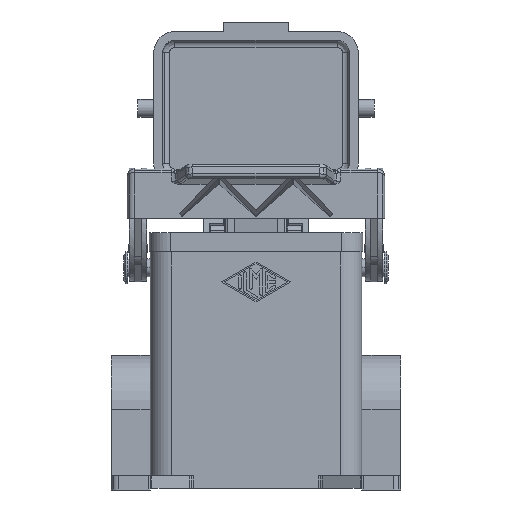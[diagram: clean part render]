
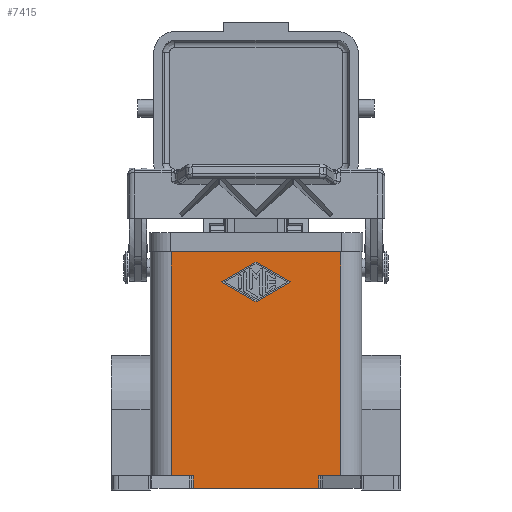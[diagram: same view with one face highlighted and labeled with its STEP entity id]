
A CAD part, front view. The second image highlights one B-rep face of the part: STEP entity #7415.
In plain terms, the highlighted planar face has unit normal (0, -1, 0).
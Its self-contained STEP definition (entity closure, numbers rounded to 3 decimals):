
#6536=CARTESIAN_POINT('',(17.773,-21.75,-43.5));
#6537=VERTEX_POINT('',#6536);
#6545=CARTESIAN_POINT('',(-17.773,-21.75,-43.5));
#6546=VERTEX_POINT('',#6545);
#6547=CARTESIAN_POINT('',(17.773,-21.75,-43.5));
#6548=DIRECTION('',(-1.0,0.0,0.0));
#6549=VECTOR('',#6548,35.546);
#6550=LINE('',#6547,#6549);
#6551=EDGE_CURVE('',#6537,#6546,#6550,.T.);
#6987=CARTESIAN_POINT('',(-17.773,-21.75,-40.));
#6988=VERTEX_POINT('',#6987);
#6996=CARTESIAN_POINT('',(-24.,-21.75,-40.));
#6997=VERTEX_POINT('',#6996);
#6998=CARTESIAN_POINT('',(-24.,-21.75,-40.));
#6999=DIRECTION('',(1.0,0.0,0.0));
#7000=VECTOR('',#6999,6.227);
#7001=LINE('',#6998,#7000);
#7002=EDGE_CURVE('',#6997,#6988,#7001,.T.);
#7316=CARTESIAN_POINT('',(17.773,-21.75,-40.));
#7317=VERTEX_POINT('',#7316);
#7325=CARTESIAN_POINT('',(17.773,-21.75,-40.));
#7326=DIRECTION('',(0.0,0.0,-1.0));
#7327=VECTOR('',#7326,3.5);
#7328=LINE('',#7325,#7327);
#7329=EDGE_CURVE('',#7317,#6537,#7328,.T.);
#7335=CARTESIAN_POINT('',(24.,-21.75,1.5));
#7336=DIRECTION('',(0.0,-1.0,0.0));
#7337=DIRECTION('',(0.0,0.0,-1.0));
#7338=AXIS2_PLACEMENT_3D('',#7335,#7336,#7337);
#7339=PLANE('',#7338);
#7340=ORIENTED_EDGE('',*,*,#7329,.F.);
#7341=CARTESIAN_POINT('',(24.,-21.75,-40.));
#7342=VERTEX_POINT('',#7341);
#7343=CARTESIAN_POINT('',(17.773,-21.75,-40.));
#7344=DIRECTION('',(1.0,0.0,0.0));
#7345=VECTOR('',#7344,6.227);
#7346=LINE('',#7343,#7345);
#7347=EDGE_CURVE('',#7317,#7342,#7346,.T.);
#7348=ORIENTED_EDGE('',*,*,#7347,.T.);
#7349=CARTESIAN_POINT('',(24.,-21.75,23.5));
#7350=VERTEX_POINT('',#7349);
#7351=CARTESIAN_POINT('',(24.,-21.75,-40.));
#7352=DIRECTION('',(0.0,0.0,1.0));
#7353=VECTOR('',#7352,63.5);
#7354=LINE('',#7351,#7353);
#7355=EDGE_CURVE('',#7342,#7350,#7354,.T.);
#7356=ORIENTED_EDGE('',*,*,#7355,.T.);
#7357=CARTESIAN_POINT('',(-24.,-21.75,23.5));
#7358=VERTEX_POINT('',#7357);
#7359=CARTESIAN_POINT('',(24.,-21.75,23.5));
#7360=DIRECTION('',(-1.0,0.0,0.0));
#7361=VECTOR('',#7360,48.);
#7362=LINE('',#7359,#7361);
#7363=EDGE_CURVE('',#7350,#7358,#7362,.T.);
#7364=ORIENTED_EDGE('',*,*,#7363,.T.);
#7365=CARTESIAN_POINT('',(-24.,-21.75,-40.));
#7366=DIRECTION('',(0.0,0.0,1.0));
#7367=VECTOR('',#7366,63.5);
#7368=LINE('',#7365,#7367);
#7369=EDGE_CURVE('',#6997,#7358,#7368,.T.);
#7370=ORIENTED_EDGE('',*,*,#7369,.F.);
#7371=ORIENTED_EDGE('',*,*,#7002,.T.);
#7372=CARTESIAN_POINT('',(-17.773,-21.75,-43.5));
#7373=DIRECTION('',(0.0,0.0,1.0));
#7374=VECTOR('',#7373,3.5);
#7375=LINE('',#7372,#7374);
#7376=EDGE_CURVE('',#6546,#6988,#7375,.T.);
#7377=ORIENTED_EDGE('',*,*,#7376,.F.);
#7378=ORIENTED_EDGE('',*,*,#6551,.F.);
#7379=EDGE_LOOP('',(#7340,#7348,#7356,#7364,#7370,#7371,#7377,#7378));
#7380=FACE_OUTER_BOUND('',#7379,.T.);
#7381=CARTESIAN_POINT('',(0.,-21.75,9.375));
#7382=VERTEX_POINT('',#7381);
#7383=CARTESIAN_POINT('',(-9.75,-21.75,15.));
#7384=VERTEX_POINT('',#7383);
#7385=CARTESIAN_POINT('',(0.,-21.75,9.375));
#7386=DIRECTION('',(-0.866,0.0,0.5));
#7387=VECTOR('',#7386,11.256);
#7388=LINE('',#7385,#7387);
#7389=EDGE_CURVE('',#7382,#7384,#7388,.T.);
#7390=ORIENTED_EDGE('',*,*,#7389,.T.);
#7391=CARTESIAN_POINT('',(0.,-21.75,20.625));
#7392=VERTEX_POINT('',#7391);
#7393=CARTESIAN_POINT('',(-9.75,-21.75,15.));
#7394=DIRECTION('',(0.866,0.0,0.5));
#7395=VECTOR('',#7394,11.256);
#7396=LINE('',#7393,#7395);
#7397=EDGE_CURVE('',#7384,#7392,#7396,.T.);
#7398=ORIENTED_EDGE('',*,*,#7397,.T.);
#7399=CARTESIAN_POINT('',(9.75,-21.75,15.));
#7400=VERTEX_POINT('',#7399);
#7401=CARTESIAN_POINT('',(0.,-21.75,20.625));
#7402=DIRECTION('',(0.866,0.0,-0.5));
#7403=VECTOR('',#7402,11.256);
#7404=LINE('',#7401,#7403);
#7405=EDGE_CURVE('',#7392,#7400,#7404,.T.);
#7406=ORIENTED_EDGE('',*,*,#7405,.T.);
#7407=CARTESIAN_POINT('',(9.75,-21.75,15.));
#7408=DIRECTION('',(-0.866,0.0,-0.5));
#7409=VECTOR('',#7408,11.256);
#7410=LINE('',#7407,#7409);
#7411=EDGE_CURVE('',#7400,#7382,#7410,.T.);
#7412=ORIENTED_EDGE('',*,*,#7411,.T.);
#7413=EDGE_LOOP('',(#7390,#7398,#7406,#7412));
#7414=FACE_BOUND('',#7413,.T.);
#7415=ADVANCED_FACE('',(#7380,#7414),#7339,.T.);
